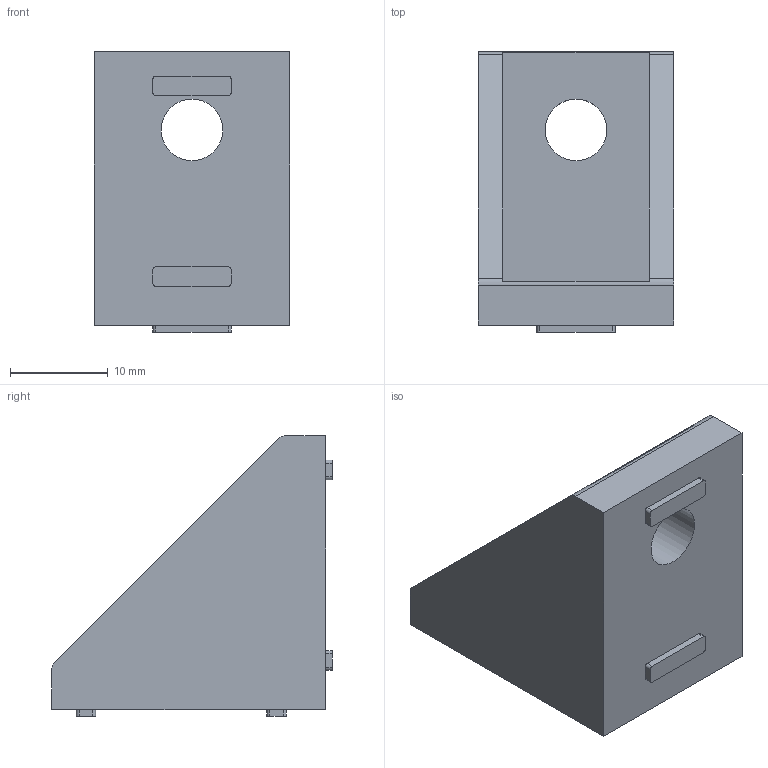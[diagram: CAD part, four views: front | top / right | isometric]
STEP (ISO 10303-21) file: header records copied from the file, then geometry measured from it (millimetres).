
FILE_DESCRIPTION(/* description */ ('STEP AP214'),/* implementation_level */ '2;1');
FILE_NAME(/* name */ 'HBLFS6',/* time_stamp */ '2024-06-21T12:52:47+02:00',/* author */ ('License CC BY-ND 4.0'),/* organization */ ('CADENAS'),/* preprocessor_version */ 'ST-DEVELOPER v19.3',/* originating_system */ 'PARTsolutions',/* authorisation */ ' ');
FILE_SCHEMA (('AUTOMOTIVE_DESIGN {1 0 10303 214 3 1 1}'));
Length unit declared in the file: millimetre
Products named in the file (2): HBLFS6; HBLFS6_
Assembly tree (1 placements, depth 2):
  HBLFS6
    HBLFS6_
Bounding box: 20 x 28.7 x 28.7 mm (x, y, z)
Volume: 5779.1 mm3; surface area: 3844.3 mm2
Topology: 1 solids, 1 shells, 52 faces, 138 edges, 92 vertices
Faces by surface type: plane 32, cylinder 20
Full cylindrical faces by diameter (mm): 6.3 x2
Entity records: 1673 total; most frequent: DIRECTION 288, CARTESIAN_POINT 282, ORIENTED_EDGE 272, EDGE_CURVE 136, AXIS2_PLACEMENT_3D 98, VERTEX_POINT 92, LINE 92, VECTOR 92
